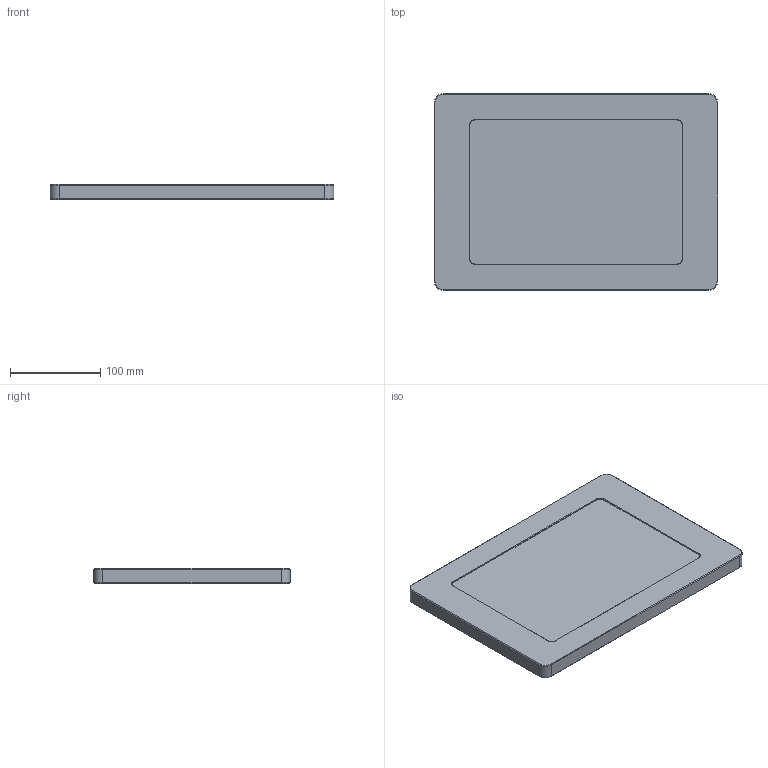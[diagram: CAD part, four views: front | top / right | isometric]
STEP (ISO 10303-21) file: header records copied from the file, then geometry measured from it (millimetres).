
FILE_DESCRIPTION(/* description */ (''),/* implementation_level */ '2;1');
FILE_NAME(/* name */ 'VB_VESA_GTA097.step',/* time_stamp */ '2019-08-22T17:18:36-04:00',/* author */ ('NickC'),/* organization */ (''),/* preprocessor_version */ 'ST-DEVELOPER v17',/* originating_system */ 'Autodesk Inventor 2019',/* authorisation */ '');
FILE_SCHEMA (('AUTOMOTIVE_DESIGN { 1 0 10303 214 3 1 1 }'));
Length unit declared in the file: inch
Products named in the file (1): Part4
Bounding box: 313.56 x 217.55 x 16.76 mm (x, y, z)
Volume: 1037833.1 mm3; surface area: 230236.2 mm2
Topology: 1 solids, 7 shells, 547 faces, 1421 edges, 934 vertices
Faces by surface type: plane 276, cone 112, cylinder 109, bspline 50
Full cylindrical faces by diameter (mm): 2.438 x26, 3.251 x4, 3.306 x16, 4.166 x10, 4.496 x8, 38.1 x1
Entity records: 20597 total; most frequent: CARTESIAN_POINT 7205, ORIENTED_EDGE 2842, DIRECTION 2475, EDGE_CURVE 1421, VERTEX_POINT 934, AXIS2_PLACEMENT_3D 868, LINE 739, VECTOR 739
